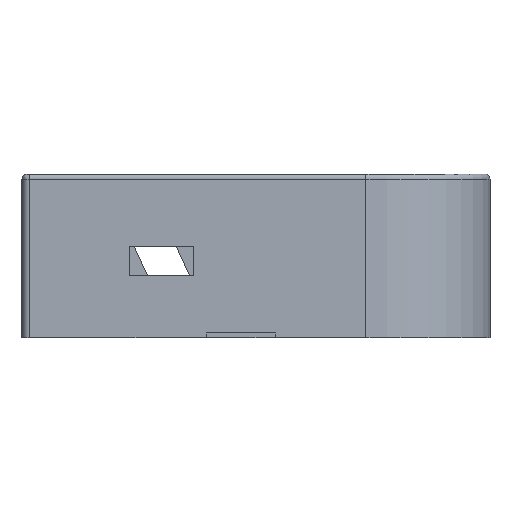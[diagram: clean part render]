
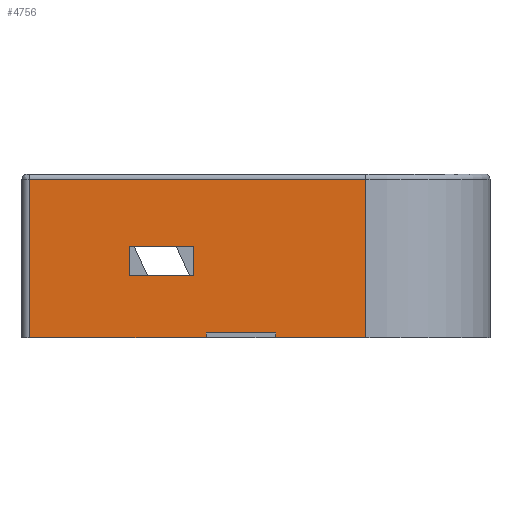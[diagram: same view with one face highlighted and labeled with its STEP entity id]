
A CAD part, front view. The second image highlights one B-rep face of the part: STEP entity #4756.
In plain terms, the highlighted planar face has unit normal (0, -1, 0).
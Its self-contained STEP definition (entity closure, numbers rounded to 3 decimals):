
#60=FACE_BOUND('',#644,.T.);
#171=PLANE('',#5192);
#382=FACE_OUTER_BOUND('',#643,.T.);
#643=EDGE_LOOP('',(#4060,#4061,#4062,#4063,#4064,#4065,#4066,#4067));
#644=EDGE_LOOP('',(#4068,#4069,#4070,#4071));
#882=LINE('',#7116,#1392);
#885=LINE('',#7122,#1395);
#888=LINE('',#7128,#1398);
#891=LINE('',#7132,#1401);
#1146=LINE('',#7834,#1656);
#1149=LINE('',#7871,#1659);
#1151=LINE('',#7877,#1661);
#1152=LINE('',#7879,#1662);
#1153=LINE('',#7881,#1663);
#1154=LINE('',#7883,#1664);
#1155=LINE('',#7885,#1665);
#1156=LINE('',#7886,#1666);
#1392=VECTOR('',#5671,10.);
#1395=VECTOR('',#5676,10.);
#1398=VECTOR('',#5681,10.);
#1401=VECTOR('',#5686,10.);
#1656=VECTOR('',#6367,10.);
#1659=VECTOR('',#6392,10.);
#1661=VECTOR('',#6398,10.);
#1662=VECTOR('',#6399,10.);
#1663=VECTOR('',#6400,10.);
#1664=VECTOR('',#6401,10.);
#1665=VECTOR('',#6402,10.);
#1666=VECTOR('',#6403,10.);
#2130=VERTEX_POINT('',#7113);
#2131=VERTEX_POINT('',#7115);
#2133=VERTEX_POINT('',#7121);
#2135=VERTEX_POINT('',#7127);
#2359=VERTEX_POINT('',#7828);
#2360=VERTEX_POINT('',#7832);
#2365=VERTEX_POINT('',#7870);
#2367=VERTEX_POINT('',#7876);
#2368=VERTEX_POINT('',#7878);
#2369=VERTEX_POINT('',#7880);
#2370=VERTEX_POINT('',#7882);
#2371=VERTEX_POINT('',#7884);
#2623=EDGE_CURVE('',#2131,#2130,#882,.T.);
#2626=EDGE_CURVE('',#2133,#2131,#885,.T.);
#2629=EDGE_CURVE('',#2135,#2133,#888,.T.);
#2632=EDGE_CURVE('',#2130,#2135,#891,.T.);
#2985=EDGE_CURVE('',#2359,#2360,#1146,.T.);
#2995=EDGE_CURVE('',#2365,#2360,#1149,.T.);
#2998=EDGE_CURVE('',#2367,#2359,#1151,.T.);
#2999=EDGE_CURVE('',#2368,#2367,#1152,.T.);
#3000=EDGE_CURVE('',#2368,#2369,#1153,.T.);
#3001=EDGE_CURVE('',#2369,#2370,#1154,.T.);
#3002=EDGE_CURVE('',#2370,#2371,#1155,.T.);
#3003=EDGE_CURVE('',#2365,#2371,#1156,.T.);
#4060=ORIENTED_EDGE('',*,*,#2985,.F.);
#4061=ORIENTED_EDGE('',*,*,#2998,.F.);
#4062=ORIENTED_EDGE('',*,*,#2999,.F.);
#4063=ORIENTED_EDGE('',*,*,#3000,.T.);
#4064=ORIENTED_EDGE('',*,*,#3001,.T.);
#4065=ORIENTED_EDGE('',*,*,#3002,.T.);
#4066=ORIENTED_EDGE('',*,*,#3003,.F.);
#4067=ORIENTED_EDGE('',*,*,#2995,.T.);
#4068=ORIENTED_EDGE('',*,*,#2629,.T.);
#4069=ORIENTED_EDGE('',*,*,#2626,.T.);
#4070=ORIENTED_EDGE('',*,*,#2623,.T.);
#4071=ORIENTED_EDGE('',*,*,#2632,.T.);
#4756=ADVANCED_FACE('',(#382,#60),#171,.T.);
#5192=AXIS2_PLACEMENT_3D('',#7875,#6396,#6397);
#5671=DIRECTION('',(0.,0.,1.));
#5676=DIRECTION('',(-1.,0.,0.));
#5681=DIRECTION('',(0.,0.,-1.));
#5686=DIRECTION('',(1.,0.,0.));
#6367=DIRECTION('',(1.,0.,0.));
#6392=DIRECTION('',(0.,0.,1.));
#6396=DIRECTION('center_axis',(0.,-1.,0.));
#6397=DIRECTION('ref_axis',(1.,0.,0.));
#6398=DIRECTION('',(0.,0.,1.));
#6399=DIRECTION('',(-1.,0.,0.));
#6400=DIRECTION('',(0.,0.,1.));
#6401=DIRECTION('',(1.,0.,0.));
#6402=DIRECTION('',(0.,0.,-1.));
#6403=DIRECTION('',(-1.,0.,0.));
#7113=CARTESIAN_POINT('',(-70.5,9.762,18.5));
#7115=CARTESIAN_POINT('',(-70.5,9.762,12.5));
#7116=CARTESIAN_POINT('',(-70.5,9.762,21.25));
#7121=CARTESIAN_POINT('',(-57.5,9.762,12.5));
#7122=CARTESIAN_POINT('',(-74.073,9.762,12.5));
#7127=CARTESIAN_POINT('',(-57.5,9.762,18.5));
#7128=CARTESIAN_POINT('',(-57.5,9.762,24.25));
#7132=CARTESIAN_POINT('',(-80.573,9.762,18.5));
#7828=CARTESIAN_POINT('',(-90.646,9.762,32.));
#7832=CARTESIAN_POINT('',(-22.854,9.762,32.));
#7834=CARTESIAN_POINT('',(-67.823,9.762,32.));
#7870=CARTESIAN_POINT('',(-22.854,9.762,0.));
#7871=CARTESIAN_POINT('',(-22.854,9.762,30.));
#7875=CARTESIAN_POINT('Origin',(-90.646,9.762,30.));
#7876=CARTESIAN_POINT('',(-90.646,9.762,0.));
#7877=CARTESIAN_POINT('',(-90.646,9.762,30.));
#7878=CARTESIAN_POINT('',(-55.,9.762,0.));
#7879=CARTESIAN_POINT('',(-22.854,9.762,0.));
#7880=CARTESIAN_POINT('',(-55.,9.762,1.));
#7881=CARTESIAN_POINT('',(-55.,9.762,14.5));
#7882=CARTESIAN_POINT('',(-41.,9.762,1.));
#7883=CARTESIAN_POINT('',(-72.823,9.762,1.));
#7884=CARTESIAN_POINT('',(-41.,9.762,0.));
#7885=CARTESIAN_POINT('',(-41.,9.762,15.5));
#7886=CARTESIAN_POINT('',(-22.854,9.762,0.));
